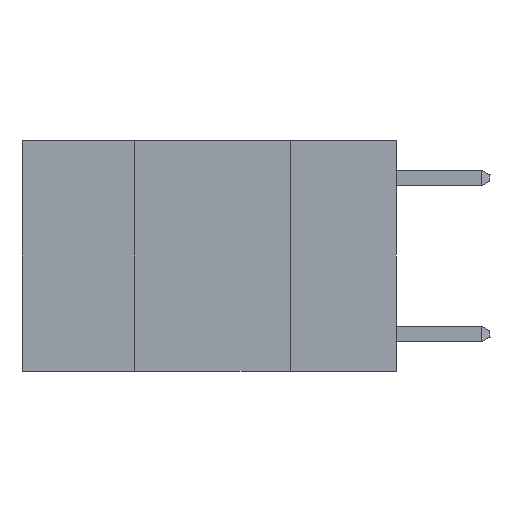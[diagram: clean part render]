
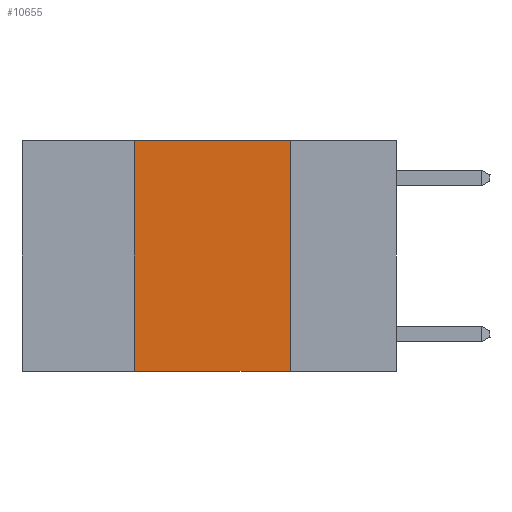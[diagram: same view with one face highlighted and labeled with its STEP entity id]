
A CAD part, left-side view. The second image highlights one B-rep face of the part: STEP entity #10655.
In plain terms, the highlighted planar face has unit normal (-1, 0, 0).
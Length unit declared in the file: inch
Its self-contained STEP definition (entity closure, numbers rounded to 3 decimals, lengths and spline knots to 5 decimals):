
#134 = ORIENTED_EDGE ( 'NONE', *, *, #420, .F. ) ;
#191 = VERTEX_POINT ( 'NONE', #725 ) ;
#420 = EDGE_CURVE ( 'NONE', #191, #13315, #748, .T. ) ;
#725 = CARTESIAN_POINT ( 'NONE',  ( 0., 0.42, 0. ) ) ;
#748 = LINE ( 'NONE', #3750, #18082 ) ;
#1633 = LINE ( 'NONE', #7672, #11815 ) ;
#2092 = EDGE_CURVE ( 'NONE', #19582, #191, #1633, .T. ) ;
#3130 = VECTOR ( 'NONE', #16810, 39.37008 ) ;
#3750 = CARTESIAN_POINT ( 'NONE',  ( 0., 0.6, 0. ) ) ;
#4718 = EDGE_CURVE ( 'NONE', #13315, #15627, #19347, .T. ) ;
#5862 = PLANE ( 'NONE',  #16936 ) ;
#7384 = ORIENTED_EDGE ( 'NONE', *, *, #4718, .F. ) ;
#7672 = CARTESIAN_POINT ( 'NONE',  ( 0., 0.42, 0. ) ) ;
#8725 = CARTESIAN_POINT ( 'NONE',  ( 0., 0.17, 0. ) ) ;
#8854 = FACE_OUTER_BOUND ( 'NONE', #11767, .T. ) ;
#9266 = VECTOR ( 'NONE', #13804, 39.37008 ) ;
#10655 = ADVANCED_FACE ( 'NONE', ( #8854 ), #5862, .F. ) ;
#10692 = CARTESIAN_POINT ( 'NONE',  ( 0., 0.17, -0.37 ) ) ;
#10716 = CARTESIAN_POINT ( 'NONE',  ( 0., 0.42, -0.37 ) ) ;
#11089 = DIRECTION ( 'NONE',  ( 0., -1., 0. ) ) ;
#11767 = EDGE_LOOP ( 'NONE', ( #7384, #134, #19719, #14208 ) ) ;
#11815 = VECTOR ( 'NONE', #18396, 39.37008 ) ;
#12090 = LINE ( 'NONE', #18210, #3130 ) ;
#12242 = CARTESIAN_POINT ( 'NONE',  ( 0., 0.17, 0. ) ) ;
#13315 = VERTEX_POINT ( 'NONE', #12242 ) ;
#13804 = DIRECTION ( 'NONE',  ( 0., 0., -1. ) ) ;
#14208 = ORIENTED_EDGE ( 'NONE', *, *, #15690, .T. ) ;
#14987 = DIRECTION ( 'NONE',  ( 0., 0., -1. ) ) ;
#15191 = CARTESIAN_POINT ( 'NONE',  ( 0., 0.6, 0. ) ) ;
#15627 = VERTEX_POINT ( 'NONE', #10692 ) ;
#15690 = EDGE_CURVE ( 'NONE', #19582, #15627, #12090, .T. ) ;
#16810 = DIRECTION ( 'NONE',  ( 0., -1., 0. ) ) ;
#16936 = AXIS2_PLACEMENT_3D ( 'NONE', #15191, #19586, #14987 ) ;
#18082 = VECTOR ( 'NONE', #11089, 39.37008 ) ;
#18210 = CARTESIAN_POINT ( 'NONE',  ( 0., 0.6, -0.37 ) ) ;
#18396 = DIRECTION ( 'NONE',  ( 0., 0., 1. ) ) ;
#19347 = LINE ( 'NONE', #8725, #9266 ) ;
#19582 = VERTEX_POINT ( 'NONE', #10716 ) ;
#19586 = DIRECTION ( 'NONE',  ( 1., 0., 0. ) ) ;
#19719 = ORIENTED_EDGE ( 'NONE', *, *, #2092, .F. ) ;
